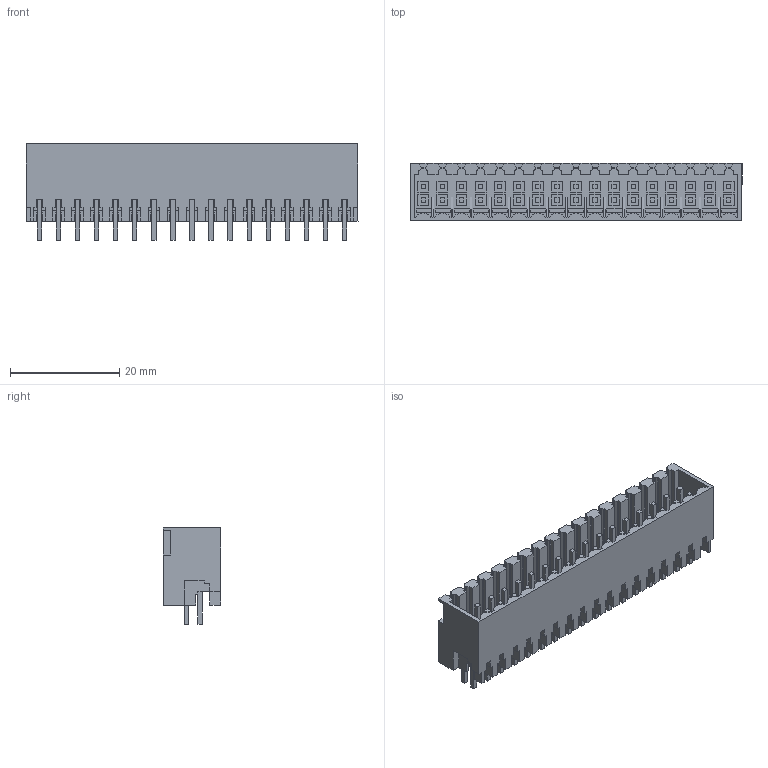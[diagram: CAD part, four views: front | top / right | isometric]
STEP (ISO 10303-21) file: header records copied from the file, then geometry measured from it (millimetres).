
FILE_DESCRIPTION(('CATIA V5 STEP Exchange','CAx-IF Rec.Pracs.--- Model Styling and Organization---1.4--- 2014-01-23'),'2;1');
FILE_NAME ('D1455130_0_1728930000_1728930000.stp','2019-02-22T07:32:09+00:00',('none'),('Weidmueller'),'CATIA Version 5-6 Release 2016 SP3 HF44','CATIA V5 STEP AP214','none');
FILE_SCHEMA(('AUTOMOTIVE_DESIGN { 1 0 10303 214 1 1 1 1 }'));
Length unit declared in the file: millimetre
Products named in the file (1): 1728930000
Bounding box: 60.9 x 10.5 x 17.7 mm (x, y, z)
Volume: 4023.2 mm3; surface area: 8760.9 mm2
Topology: 1 solids, 1 shells, 1584 faces, 4580 edges, 3116 vertices
Faces by surface type: plane 1550, cylinder 34
Entity records: 48235 total; most frequent: ORIENTED_EDGE 9160, CARTESIAN_POINT 8432, DIRECTION 6050, EDGE_CURVE 4580, VECTOR 4512, LINE 4512, VERTEX_POINT 3116, EDGE_LOOP 1702
